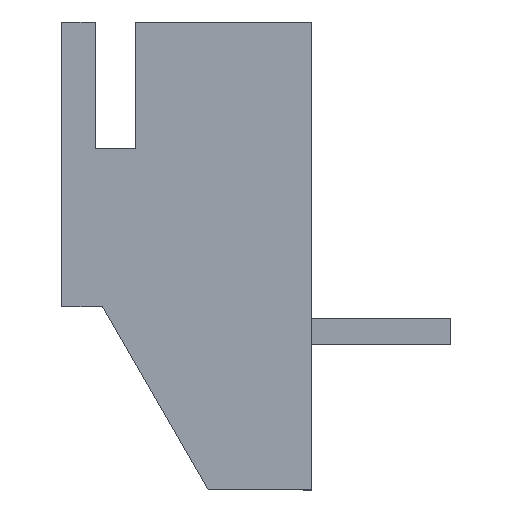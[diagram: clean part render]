
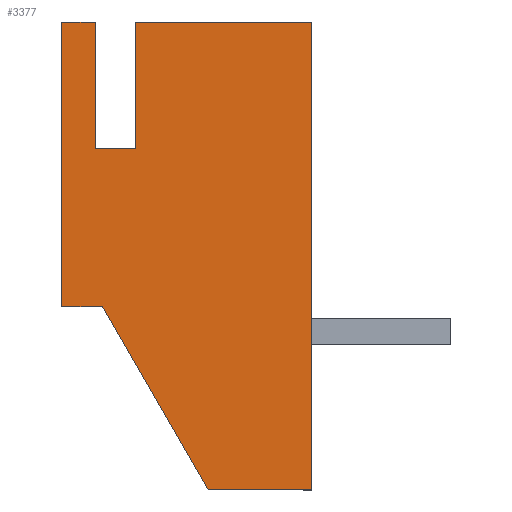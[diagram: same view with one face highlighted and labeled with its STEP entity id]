
A CAD part, left-side view. The second image highlights one B-rep face of the part: STEP entity #3377.
In plain terms, the highlighted planar face has unit normal (-1, 0, 0).
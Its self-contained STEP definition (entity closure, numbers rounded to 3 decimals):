
#645 = DIRECTION ( 'NONE',  ( 0., 1., 0. ) ) ;
#646 = VECTOR ( 'NONE', #645, 1000. ) ;
#647 = CARTESIAN_POINT ( 'NONE',  ( -14.95, 6.15, 5.75 ) ) ;
#648 = LINE ( 'NONE', #647, #646 ) ;
#670 = CARTESIAN_POINT ( 'NONE',  ( -14.95, 5.325, 5.75 ) ) ;
#796 = DIRECTION ( 'NONE',  ( 0., 0., -1. ) ) ;
#797 = VECTOR ( 'NONE', #796, 1000. ) ;
#798 = CARTESIAN_POINT ( 'NONE',  ( -14.95, 6.15, -1.25 ) ) ;
#799 = LINE ( 'NONE', #798, #797 ) ;
#865 = VECTOR ( 'NONE', #928, 1000. ) ;
#866 = CARTESIAN_POINT ( 'NONE',  ( -14.95, 5.325, 5.75 ) ) ;
#867 = LINE ( 'NONE', #866, #865 ) ;
#928 = DIRECTION ( 'NONE',  ( 0., 0., 1. ) ) ;
#952 = DIRECTION ( 'NONE',  ( 0., 1., 0. ) ) ;
#953 = VECTOR ( 'NONE', #952, 1000. ) ;
#954 = CARTESIAN_POINT ( 'NONE',  ( -14.95, 5.325, 2.65 ) ) ;
#955 = LINE ( 'NONE', #954, #953 ) ;
#956 = CARTESIAN_POINT ( 'NONE',  ( -14.95, 5.325, 2.65 ) ) ;
#1010 = CARTESIAN_POINT ( 'NONE',  ( -14.95, 0., -5.75 ) ) ;
#1018 = DIRECTION ( 'NONE',  ( 0., 0., -1. ) ) ;
#1019 = VECTOR ( 'NONE', #1018, 1000. ) ;
#1020 = CARTESIAN_POINT ( 'NONE',  ( -14.95, 4.325, 2.65 ) ) ;
#1021 = LINE ( 'NONE', #1020, #1019 ) ;
#1026 = CARTESIAN_POINT ( 'NONE',  ( -14.95, 4.325, 2.65 ) ) ;
#1031 = CARTESIAN_POINT ( 'NONE',  ( -14.95, 0., 5.75 ) ) ;
#1032 = DIRECTION ( 'NONE',  ( 0., 1., 0. ) ) ;
#1033 = VECTOR ( 'NONE', #1032, 1000. ) ;
#1034 = CARTESIAN_POINT ( 'NONE',  ( -14.95, 4.325, 5.75 ) ) ;
#1035 = LINE ( 'NONE', #1034, #1033 ) ;
#1037 = DIRECTION ( 'NONE',  ( 0., -1., 0. ) ) ;
#1038 = VECTOR ( 'NONE', #1037, 1000. ) ;
#1039 = CARTESIAN_POINT ( 'NONE',  ( -14.95, 0., -5.75 ) ) ;
#1040 = LINE ( 'NONE', #1039, #1038 ) ;
#1041 = CARTESIAN_POINT ( 'NONE',  ( -14.95, 2.552, -5.75 ) ) ;
#1042 = DIRECTION ( 'NONE',  ( 0., -0.5, -0.866 ) ) ;
#1043 = VECTOR ( 'NONE', #1042, 1000. ) ;
#1044 = CARTESIAN_POINT ( 'NONE',  ( -14.95, 2.552, -5.75 ) ) ;
#1045 = LINE ( 'NONE', #1044, #1043 ) ;
#1059 = PLANE ( 'NONE',  #1122 ) ;
#1065 = FACE_OUTER_BOUND ( 'NONE', #3397, .T. ) ;
#1076 = CARTESIAN_POINT ( 'NONE',  ( -14.95, 4.325, 5.75 ) ) ;
#1115 = DIRECTION ( 'NONE',  ( 0., 0., 1. ) ) ;
#1116 = VECTOR ( 'NONE', #1115, 1000. ) ;
#1117 = CARTESIAN_POINT ( 'NONE',  ( -14.95, 0., 5.75 ) ) ;
#1118 = LINE ( 'NONE', #1117, #1116 ) ;
#1119 = DIRECTION ( 'NONE',  ( 0., 1., 0. ) ) ;
#1120 = DIRECTION ( 'NONE',  ( 1., 0., 0. ) ) ;
#1121 = CARTESIAN_POINT ( 'NONE',  ( -14.95, 6.15, 5.75 ) ) ;
#1122 = AXIS2_PLACEMENT_3D ( 'NONE', #1121, #1120, #1119 ) ;
#1768 = CARTESIAN_POINT ( 'NONE',  ( -14.95, 6.15, 5.75 ) ) ;
#2364 = VERTEX_POINT ( 'NONE', #5130 ) ;
#2381 = EDGE_CURVE ( 'NONE', #2382, #2364, #5145, .T. ) ;
#2382 = VERTEX_POINT ( 'NONE', #5141 ) ;
#3121 = EDGE_CURVE ( 'NONE', #3143, #6857, #648, .T. ) ;
#3143 = VERTEX_POINT ( 'NONE', #670 ) ;
#3191 = EDGE_CURVE ( 'NONE', #6857, #2382, #799, .T. ) ;
#3259 = EDGE_CURVE ( 'NONE', #3282, #3143, #867, .T. ) ;
#3282 = VERTEX_POINT ( 'NONE', #956 ) ;
#3284 = EDGE_CURVE ( 'NONE', #3317, #3282, #955, .T. ) ;
#3317 = VERTEX_POINT ( 'NONE', #1026 ) ;
#3320 = EDGE_CURVE ( 'NONE', #3363, #3317, #1021, .T. ) ;
#3323 = VERTEX_POINT ( 'NONE', #1010 ) ;
#3342 = ORIENTED_EDGE ( 'NONE', *, *, #3191, .T. ) ;
#3343 = ORIENTED_EDGE ( 'NONE', *, *, #2381, .T. ) ;
#3344 = ORIENTED_EDGE ( 'NONE', *, *, #3345, .T. ) ;
#3345 = EDGE_CURVE ( 'NONE', #2364, #3346, #1045, .T. ) ;
#3346 = VERTEX_POINT ( 'NONE', #1041 ) ;
#3347 = ORIENTED_EDGE ( 'NONE', *, *, #3348, .T. ) ;
#3348 = EDGE_CURVE ( 'NONE', #3346, #3323, #1040, .T. ) ;
#3351 = EDGE_CURVE ( 'NONE', #3352, #3363, #1035, .T. ) ;
#3352 = VERTEX_POINT ( 'NONE', #1031 ) ;
#3363 = VERTEX_POINT ( 'NONE', #1076 ) ;
#3377 = ADVANCED_FACE ( 'NONE', ( #1065 ), #1059, .F. ) ;
#3378 = ORIENTED_EDGE ( 'NONE', *, *, #3379, .T. ) ;
#3379 = EDGE_CURVE ( 'NONE', #3323, #3352, #1118, .T. ) ;
#3389 = ORIENTED_EDGE ( 'NONE', *, *, #3351, .T. ) ;
#3390 = ORIENTED_EDGE ( 'NONE', *, *, #3320, .T. ) ;
#3391 = ORIENTED_EDGE ( 'NONE', *, *, #3284, .T. ) ;
#3392 = ORIENTED_EDGE ( 'NONE', *, *, #3259, .T. ) ;
#3393 = ORIENTED_EDGE ( 'NONE', *, *, #3121, .T. ) ;
#3397 = EDGE_LOOP ( 'NONE', ( #3378, #3389, #3390, #3391, #3392, #3393, #3342, #3343, #3344, #3347 ) ) ;
#5130 = CARTESIAN_POINT ( 'NONE',  ( -14.95, 5.15, -1.25 ) ) ;
#5141 = CARTESIAN_POINT ( 'NONE',  ( -14.95, 6.15, -1.25 ) ) ;
#5142 = DIRECTION ( 'NONE',  ( 0., -1., 0. ) ) ;
#5143 = VECTOR ( 'NONE', #5142, 1000. ) ;
#5144 = CARTESIAN_POINT ( 'NONE',  ( -14.95, 6.15, -1.25 ) ) ;
#5145 = LINE ( 'NONE', #5144, #5143 ) ;
#6857 = VERTEX_POINT ( 'NONE', #1768 ) ;
